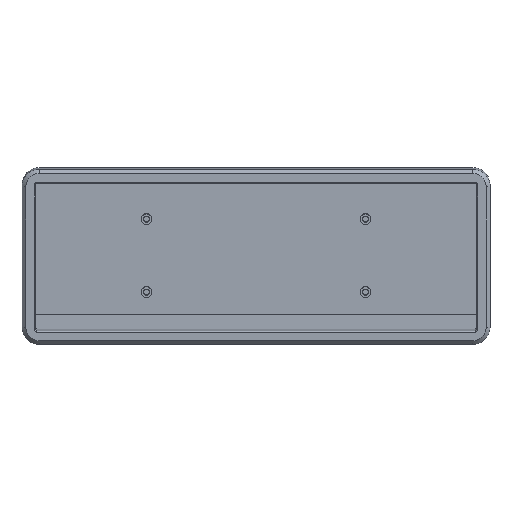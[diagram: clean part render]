
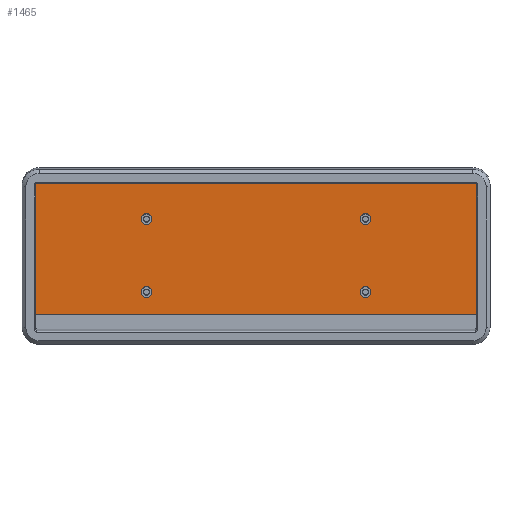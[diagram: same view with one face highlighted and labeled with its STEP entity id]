
A CAD part, top view. The second image highlights one B-rep face of the part: STEP entity #1465.
In plain terms, the highlighted planar face has unit normal (0, -0.052, 0.999).
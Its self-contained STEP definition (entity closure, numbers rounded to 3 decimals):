
#59=FACE_BOUND('',#280,.T.);
#60=FACE_BOUND('',#281,.T.);
#61=FACE_BOUND('',#282,.T.);
#62=FACE_BOUND('',#283,.T.);
#100=CIRCLE('',#1558,2.75);
#102=CIRCLE('',#1562,2.75);
#104=CIRCLE('',#1566,2.75);
#106=CIRCLE('',#1570,2.75);
#124=CIRCLE('',#1608,1.);
#125=CIRCLE('',#1609,1.);
#181=FACE_OUTER_BOUND('',#279,.T.);
#279=EDGE_LOOP('',(#1124,#1125,#1126,#1127,#1128,#1129,#1130,#1131,#1132,
#1133,#1134,#1135,#1136,#1137));
#280=EDGE_LOOP('',(#1138));
#281=EDGE_LOOP('',(#1139));
#282=EDGE_LOOP('',(#1140));
#283=EDGE_LOOP('',(#1141));
#340=LINE('',#2102,#479);
#345=LINE('',#2113,#484);
#347=LINE('',#2117,#486);
#348=LINE('',#2119,#487);
#352=LINE('',#2135,#491);
#356=LINE('',#2142,#495);
#398=LINE('',#2297,#537);
#401=LINE('',#2306,#540);
#402=LINE('',#2310,#541);
#403=LINE('',#2312,#542);
#404=LINE('',#2314,#543);
#405=LINE('',#2316,#544);
#479=VECTOR('',#1679,10.);
#484=VECTOR('',#1688,10.);
#486=VECTOR('',#1692,10.);
#487=VECTOR('',#1693,10.);
#491=VECTOR('',#1707,10.);
#495=VECTOR('',#1711,10.);
#537=VECTOR('',#1881,10.);
#540=VECTOR('',#1890,10.);
#541=VECTOR('',#1893,10.);
#542=VECTOR('',#1894,10.);
#543=VECTOR('',#1895,10.);
#544=VECTOR('',#1898,10.);
#616=VERTEX_POINT('',#2096);
#618=VERTEX_POINT('',#2100);
#621=VERTEX_POINT('',#2110);
#622=VERTEX_POINT('',#2112);
#623=VERTEX_POINT('',#2116);
#624=VERTEX_POINT('',#2118);
#631=VERTEX_POINT('',#2134);
#634=VERTEX_POINT('',#2140);
#643=VERTEX_POINT('',#2172);
#645=VERTEX_POINT('',#2179);
#647=VERTEX_POINT('',#2186);
#649=VERTEX_POINT('',#2193);
#682=VERTEX_POINT('',#2294);
#683=VERTEX_POINT('',#2296);
#687=VERTEX_POINT('',#2307);
#688=VERTEX_POINT('',#2309);
#689=VERTEX_POINT('',#2311);
#690=VERTEX_POINT('',#2313);
#748=EDGE_CURVE('',#616,#618,#340,.T.);
#753=EDGE_CURVE('',#621,#622,#345,.T.);
#755=EDGE_CURVE('',#618,#623,#347,.T.);
#756=EDGE_CURVE('',#624,#622,#348,.T.);
#764=EDGE_CURVE('',#631,#616,#352,.T.);
#768=EDGE_CURVE('',#621,#634,#356,.T.);
#781=EDGE_CURVE('',#643,#643,#100,.T.);
#784=EDGE_CURVE('',#645,#645,#102,.T.);
#787=EDGE_CURVE('',#647,#647,#104,.T.);
#790=EDGE_CURVE('',#649,#649,#106,.T.);
#840=EDGE_CURVE('',#683,#682,#398,.T.);
#845=EDGE_CURVE('',#624,#682,#401,.T.);
#846=EDGE_CURVE('',#634,#687,#124,.T.);
#847=EDGE_CURVE('',#687,#688,#402,.T.);
#848=EDGE_CURVE('',#688,#689,#403,.T.);
#849=EDGE_CURVE('',#689,#690,#404,.T.);
#850=EDGE_CURVE('',#690,#631,#125,.T.);
#851=EDGE_CURVE('',#623,#683,#405,.T.);
#1124=ORIENTED_EDGE('',*,*,#840,.T.);
#1125=ORIENTED_EDGE('',*,*,#845,.F.);
#1126=ORIENTED_EDGE('',*,*,#756,.T.);
#1127=ORIENTED_EDGE('',*,*,#753,.F.);
#1128=ORIENTED_EDGE('',*,*,#768,.T.);
#1129=ORIENTED_EDGE('',*,*,#846,.T.);
#1130=ORIENTED_EDGE('',*,*,#847,.T.);
#1131=ORIENTED_EDGE('',*,*,#848,.T.);
#1132=ORIENTED_EDGE('',*,*,#849,.T.);
#1133=ORIENTED_EDGE('',*,*,#850,.T.);
#1134=ORIENTED_EDGE('',*,*,#764,.T.);
#1135=ORIENTED_EDGE('',*,*,#748,.T.);
#1136=ORIENTED_EDGE('',*,*,#755,.T.);
#1137=ORIENTED_EDGE('',*,*,#851,.T.);
#1138=ORIENTED_EDGE('',*,*,#781,.T.);
#1139=ORIENTED_EDGE('',*,*,#784,.T.);
#1140=ORIENTED_EDGE('',*,*,#787,.T.);
#1141=ORIENTED_EDGE('',*,*,#790,.T.);
#1401=PLANE('',#1607);
#1465=ADVANCED_FACE('',(#181,#59,#60,#61,#62),#1401,.F.);
#1558=AXIS2_PLACEMENT_3D('',#2173,#1750,#1751);
#1562=AXIS2_PLACEMENT_3D('',#2180,#1759,#1760);
#1566=AXIS2_PLACEMENT_3D('',#2187,#1768,#1769);
#1570=AXIS2_PLACEMENT_3D('',#2194,#1777,#1778);
#1607=AXIS2_PLACEMENT_3D('',#2305,#1888,#1889);
#1608=AXIS2_PLACEMENT_3D('',#2308,#1891,#1892);
#1609=AXIS2_PLACEMENT_3D('',#2315,#1896,#1897);
#1679=DIRECTION('',(0.,0.999,0.052));
#1688=DIRECTION('',(0.,0.999,0.052));
#1692=DIRECTION('',(-1.,0.,0.));
#1693=DIRECTION('',(-1.,0.,0.));
#1707=DIRECTION('',(-1.,0.,0.));
#1711=DIRECTION('',(-1.,0.,0.));
#1750=DIRECTION('center_axis',(0.,0.052,-0.999));
#1751=DIRECTION('ref_axis',(1.,0.,0.));
#1759=DIRECTION('center_axis',(0.,0.052,-0.999));
#1760=DIRECTION('ref_axis',(1.,0.,0.));
#1768=DIRECTION('center_axis',(0.,0.052,-0.999));
#1769=DIRECTION('ref_axis',(1.,0.,0.));
#1777=DIRECTION('center_axis',(0.,0.052,-0.999));
#1778=DIRECTION('ref_axis',(1.,0.,0.));
#1881=DIRECTION('',(-1.,0.,0.));
#1888=DIRECTION('center_axis',(0.,0.052,-0.999));
#1889=DIRECTION('ref_axis',(1.,0.,0.));
#1890=DIRECTION('',(0.,0.999,0.052));
#1891=DIRECTION('center_axis',(0.,-0.052,
0.999));
#1892=DIRECTION('ref_axis',(-0.707,0.706,0.037));
#1893=DIRECTION('',(0.,-0.999,-0.052));
#1894=DIRECTION('',(1.,0.,0.));
#1895=DIRECTION('',(0.,0.999,0.052));
#1896=DIRECTION('center_axis',(0.,-0.052,
0.999));
#1897=DIRECTION('ref_axis',(0.707,0.706,0.037));
#1898=DIRECTION('',(0.,0.999,0.052));
#2096=CARTESIAN_POINT('',(43.825,76.678,0.949));
#2100=CARTESIAN_POINT('',(43.825,78.675,1.054));
#2102=CARTESIAN_POINT('',(43.825,76.678,0.949));
#2110=CARTESIAN_POINT('',(32.375,76.678,0.949));
#2112=CARTESIAN_POINT('',(32.375,78.675,1.054));
#2113=CARTESIAN_POINT('',(32.375,76.678,0.949));
#2116=CARTESIAN_POINT('',(41.275,78.675,1.054));
#2117=CARTESIAN_POINT('',(32.375,78.675,1.054));
#2118=CARTESIAN_POINT('',(34.925,78.675,1.054));
#2119=CARTESIAN_POINT('',(32.375,78.675,1.054));
#2134=CARTESIAN_POINT('',(228.1,76.678,0.949));
#2135=CARTESIAN_POINT('',(171.7,76.678,0.949));
#2140=CARTESIAN_POINT('',(0.5,76.678,0.949));
#2142=CARTESIAN_POINT('',(171.7,76.678,0.949));
#2172=CARTESIAN_POINT('',(54.55,19.157,-2.065));
#2173=CARTESIAN_POINT('Origin',(57.3,19.157,-2.065));
#2179=CARTESIAN_POINT('',(168.55,57.105,-0.077));
#2180=CARTESIAN_POINT('Origin',(171.3,57.105,-0.077));
#2186=CARTESIAN_POINT('',(54.55,57.105,-0.077));
#2187=CARTESIAN_POINT('Origin',(57.3,57.105,-0.077));
#2193=CARTESIAN_POINT('',(168.55,19.157,-2.065));
#2194=CARTESIAN_POINT('Origin',(171.3,19.157,-2.065));
#2294=CARTESIAN_POINT('',(34.925,80.97,1.174));
#2296=CARTESIAN_POINT('',(41.275,80.97,1.174));
#2297=CARTESIAN_POINT('',(76.2,80.97,1.174));
#2305=CARTESIAN_POINT('Origin',(114.3,38.131,-1.071));
#2306=CARTESIAN_POINT('',(34.925,76.678,0.949));
#2307=CARTESIAN_POINT('',(-0.5,75.679,0.897));
#2308=CARTESIAN_POINT('Origin',(0.5,75.679,0.897));
#2309=CARTESIAN_POINT('',(-0.5,7.568,-2.673));
#2310=CARTESIAN_POINT('',(-0.5,57.404,-0.061));
#2311=CARTESIAN_POINT('',(229.1,7.568,-2.673));
#2312=CARTESIAN_POINT('',(114.3,7.568,-2.673));
#2313=CARTESIAN_POINT('',(229.1,75.679,0.897));
#2314=CARTESIAN_POINT('',(229.1,18.857,-2.081));
#2315=CARTESIAN_POINT('Origin',(228.1,75.679,0.897));
#2316=CARTESIAN_POINT('',(41.275,76.678,0.949));
